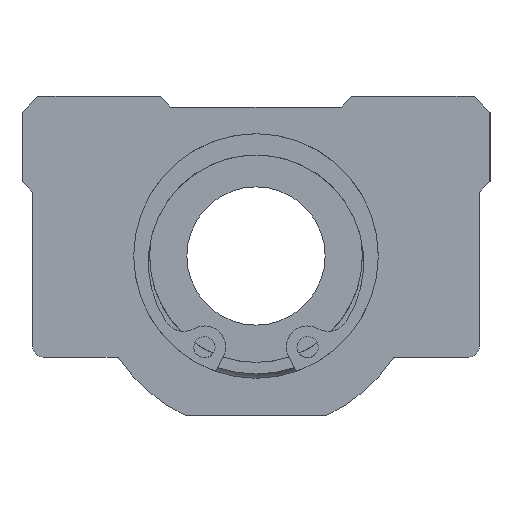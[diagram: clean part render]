
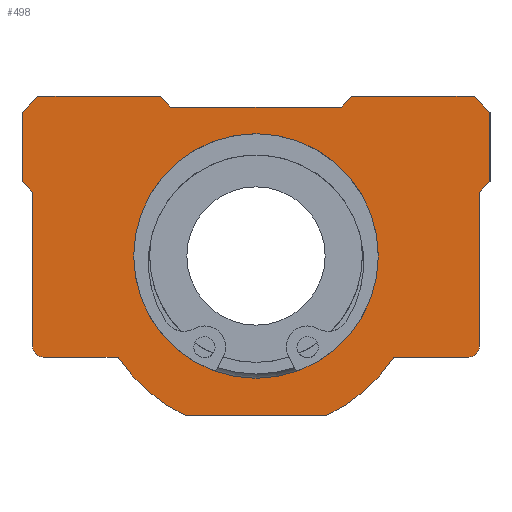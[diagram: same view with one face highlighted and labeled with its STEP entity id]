
A CAD part, left-side view. The second image highlights one B-rep face of the part: STEP entity #498.
In plain terms, the highlighted planar face has unit normal (-1, 0, 0).
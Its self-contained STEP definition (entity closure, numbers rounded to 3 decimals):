
#427=CIRCLE('',#4672,1.);
#434=CIRCLE('',#4682,1.);
#435=CIRCLE('',#4684,15.5);
#436=CIRCLE('',#4685,15.5);
#437=CIRCLE('',#4686,11.5);
#498=ADVANCED_FACE('',(#903,#904),#735,.F.);
#735=PLANE('',#4687);
#903=FACE_BOUND('',#1032,.T.);
#904=FACE_BOUND('',#1033,.T.);
#1032=EDGE_LOOP('',(#2310,#2311,#2312,#2313,#2314,#2315,#2316,#2317,#2318,
#2319,#2320,#2321,#2322,#2323,#2324,#2325,#2326,#2327,#2328,#2329));
#1033=EDGE_LOOP('',(#2330));
#1296=LINE('',#5974,#1608);
#1335=LINE('',#6459,#1647);
#1389=LINE('',#6951,#1701);
#1404=LINE('',#6996,#1716);
#1405=LINE('',#7000,#1717);
#1406=LINE('',#7001,#1718);
#1407=LINE('',#7003,#1719);
#1408=LINE('',#7005,#1720);
#1409=LINE('',#7007,#1721);
#1410=LINE('',#7009,#1722);
#1411=LINE('',#7011,#1723);
#1412=LINE('',#7013,#1724);
#1413=LINE('',#7015,#1725);
#1414=LINE('',#7017,#1726);
#1415=LINE('',#7019,#1727);
#1416=LINE('',#7021,#1728);
#1608=VECTOR('',#4872,1.);
#1647=VECTOR('',#4913,1.);
#1701=VECTOR('',#5191,1.);
#1716=VECTOR('',#5228,1.);
#1717=VECTOR('',#5231,1.);
#1718=VECTOR('',#5232,1.);
#1719=VECTOR('',#5233,1.);
#1720=VECTOR('',#5234,1.);
#1721=VECTOR('',#5235,1.);
#1722=VECTOR('',#5236,1.);
#1723=VECTOR('',#5237,1.);
#1724=VECTOR('',#5238,1.);
#1725=VECTOR('',#5239,1.);
#1726=VECTOR('',#5240,1.);
#1727=VECTOR('',#5241,1.);
#1728=VECTOR('',#5242,1.);
#2310=ORIENTED_EDGE('',*,*,#3891,.F.);
#2311=ORIENTED_EDGE('',*,*,#3894,.F.);
#2312=ORIENTED_EDGE('',*,*,#3916,.F.);
#2313=ORIENTED_EDGE('',*,*,#3917,.F.);
#2314=ORIENTED_EDGE('',*,*,#3918,.F.);
#2315=ORIENTED_EDGE('',*,*,#3919,.F.);
#2316=ORIENTED_EDGE('',*,*,#3914,.F.);
#2317=ORIENTED_EDGE('',*,*,#3682,.F.);
#2318=ORIENTED_EDGE('',*,*,#3920,.F.);
#2319=ORIENTED_EDGE('',*,*,#3921,.F.);
#2320=ORIENTED_EDGE('',*,*,#3922,.F.);
#2321=ORIENTED_EDGE('',*,*,#3923,.F.);
#2322=ORIENTED_EDGE('',*,*,#3924,.F.);
#2323=ORIENTED_EDGE('',*,*,#3925,.F.);
#2324=ORIENTED_EDGE('',*,*,#3926,.F.);
#2325=ORIENTED_EDGE('',*,*,#3927,.F.);
#2326=ORIENTED_EDGE('',*,*,#3928,.F.);
#2327=ORIENTED_EDGE('',*,*,#3929,.F.);
#2328=ORIENTED_EDGE('',*,*,#3930,.F.);
#2329=ORIENTED_EDGE('',*,*,#3751,.F.);
#2330=ORIENTED_EDGE('',*,*,#3931,.T.);
#3260=VERTEX_POINT('',#5969);
#3262=VERTEX_POINT('',#5973);
#3330=VERTEX_POINT('',#6457);
#3332=VERTEX_POINT('',#6460);
#3431=VERTEX_POINT('',#6944);
#3433=VERTEX_POINT('',#6950);
#3451=VERTEX_POINT('',#6991);
#3452=VERTEX_POINT('',#6995);
#3453=VERTEX_POINT('',#6997);
#3454=VERTEX_POINT('',#6999);
#3455=VERTEX_POINT('',#7002);
#3456=VERTEX_POINT('',#7004);
#3457=VERTEX_POINT('',#7006);
#3458=VERTEX_POINT('',#7008);
#3459=VERTEX_POINT('',#7010);
#3460=VERTEX_POINT('',#7012);
#3461=VERTEX_POINT('',#7014);
#3462=VERTEX_POINT('',#7016);
#3463=VERTEX_POINT('',#7018);
#3464=VERTEX_POINT('',#7020);
#3465=VERTEX_POINT('',#7023);
#3682=EDGE_CURVE('',#3262,#3260,#1296,.T.);
#3751=EDGE_CURVE('',#3330,#3332,#1335,.T.);
#3891=EDGE_CURVE('',#3431,#3330,#427,.T.);
#3894=EDGE_CURVE('',#3433,#3431,#1389,.T.);
#3914=EDGE_CURVE('',#3260,#3451,#434,.T.);
#3916=EDGE_CURVE('',#3452,#3433,#435,.T.);
#3917=EDGE_CURVE('',#3453,#3452,#1404,.T.);
#3918=EDGE_CURVE('',#3454,#3453,#436,.T.);
#3919=EDGE_CURVE('',#3451,#3454,#1405,.T.);
#3920=EDGE_CURVE('',#3455,#3262,#1406,.T.);
#3921=EDGE_CURVE('',#3456,#3455,#1407,.T.);
#3922=EDGE_CURVE('',#3457,#3456,#1408,.T.);
#3923=EDGE_CURVE('',#3458,#3457,#1409,.T.);
#3924=EDGE_CURVE('',#3459,#3458,#1410,.T.);
#3925=EDGE_CURVE('',#3460,#3459,#1411,.T.);
#3926=EDGE_CURVE('',#3461,#3460,#1412,.T.);
#3927=EDGE_CURVE('',#3462,#3461,#1413,.T.);
#3928=EDGE_CURVE('',#3463,#3462,#1414,.T.);
#3929=EDGE_CURVE('',#3464,#3463,#1415,.T.);
#3930=EDGE_CURVE('',#3332,#3464,#1416,.T.);
#3931=EDGE_CURVE('',#3465,#3465,#437,.T.);
#4672=AXIS2_PLACEMENT_3D('',#6945,#5185,#5186);
#4682=AXIS2_PLACEMENT_3D('',#6990,#5221,#5222);
#4684=AXIS2_PLACEMENT_3D('',#6994,#5226,#5227);
#4685=AXIS2_PLACEMENT_3D('',#6998,#5229,#5230);
#4686=AXIS2_PLACEMENT_3D('',#7022,#5243,#5244);
#4687=AXIS2_PLACEMENT_3D('',#7024,#5245,#5246);
#4872=DIRECTION('',(0.,0.,-1.));
#4913=DIRECTION('',(0.,0.,1.));
#5185=DIRECTION('',(1.,0.,0.));
#5186=DIRECTION('',(0.,0.707,-0.707));
#5191=DIRECTION('',(0.,1.,0.));
#5221=DIRECTION('',(1.,0.,0.));
#5222=DIRECTION('',(0.,-0.707,-0.707));
#5226=DIRECTION('',(1.,0.,0.));
#5227=DIRECTION('',(0.,0.491,-0.871));
#5228=DIRECTION('',(0.,1.,0.));
#5229=DIRECTION('',(1.,0.,0.));
#5230=DIRECTION('',(0.,0.491,-0.871));
#5231=DIRECTION('',(0.,1.,0.));
#5232=DIRECTION('',(0.,0.707,-0.707));
#5233=DIRECTION('',(0.,0.,-1.));
#5234=DIRECTION('',(0.,-0.707,-0.707));
#5235=DIRECTION('',(0.,-1.,0.));
#5236=DIRECTION('',(0.,-0.707,0.707));
#5237=DIRECTION('',(0.,-1.,0.));
#5238=DIRECTION('',(0.,-0.707,-0.707));
#5239=DIRECTION('',(0.,-1.,0.));
#5240=DIRECTION('',(0.,-0.707,0.707));
#5241=DIRECTION('',(0.,0.,1.));
#5242=DIRECTION('',(0.,0.707,0.707));
#5243=DIRECTION('',(1.,0.,0.));
#5244=DIRECTION('',(0.,-1.,0.));
#5245=DIRECTION('',(1.,0.,0.));
#5246=DIRECTION('',(0.,0.,-1.));
#5969=CARTESIAN_POINT('',(0.,-21.,-7.5));
#5973=CARTESIAN_POINT('',(0.,-21.,7.));
#5974=CARTESIAN_POINT('',(0.,-21.,6.));
#6457=CARTESIAN_POINT('',(0.,21.,-7.5));
#6459=CARTESIAN_POINT('',(0.,21.,-8.));
#6460=CARTESIAN_POINT('',(0.,21.,7.));
#6944=CARTESIAN_POINT('',(0.,20.,-8.5));
#6945=CARTESIAN_POINT('',(0.,20.,-7.5));
#6950=CARTESIAN_POINT('',(0.,12.961,-8.5));
#6951=CARTESIAN_POINT('',(0.,0.,-8.5));
#6990=CARTESIAN_POINT('',(0.,-20.,-7.5));
#6991=CARTESIAN_POINT('',(0.,-20.,-8.5));
#6994=CARTESIAN_POINT('',(0.,0.,0.));
#6995=CARTESIAN_POINT('',(0.,6.652,-14.));
#6996=CARTESIAN_POINT('',(0.,0.,-14.));
#6997=CARTESIAN_POINT('',(0.,-6.652,-14.));
#6998=CARTESIAN_POINT('',(0.,0.,0.));
#6999=CARTESIAN_POINT('',(0.,-12.961,-8.5));
#7000=CARTESIAN_POINT('',(0.,0.,-8.5));
#7001=CARTESIAN_POINT('',(0.,-22.,8.));
#7002=CARTESIAN_POINT('',(0.,-22.,8.));
#7003=CARTESIAN_POINT('',(0.,-22.,14.5));
#7004=CARTESIAN_POINT('',(0.,-22.,14.5));
#7005=CARTESIAN_POINT('',(0.,-20.5,16.));
#7006=CARTESIAN_POINT('',(0.,-20.5,16.));
#7007=CARTESIAN_POINT('',(0.,-9.,16.));
#7008=CARTESIAN_POINT('',(0.,-9.,16.));
#7009=CARTESIAN_POINT('',(0.,-8.,15.));
#7010=CARTESIAN_POINT('',(0.,-8.,15.));
#7011=CARTESIAN_POINT('',(0.,8.,15.));
#7012=CARTESIAN_POINT('',(0.,8.,15.));
#7013=CARTESIAN_POINT('',(0.,9.,16.));
#7014=CARTESIAN_POINT('',(0.,9.,16.));
#7015=CARTESIAN_POINT('',(0.,20.5,16.));
#7016=CARTESIAN_POINT('',(0.,20.5,16.));
#7017=CARTESIAN_POINT('',(0.,22.,14.5));
#7018=CARTESIAN_POINT('',(0.,22.,14.5));
#7019=CARTESIAN_POINT('',(0.,22.,7.));
#7020=CARTESIAN_POINT('',(0.,22.,8.));
#7021=CARTESIAN_POINT('',(0.,21.,7.));
#7022=CARTESIAN_POINT('',(0.,0.,1.));
#7023=CARTESIAN_POINT('',(0.,11.5,1.));
#7024=CARTESIAN_POINT('',(0.,0.,1.899));
